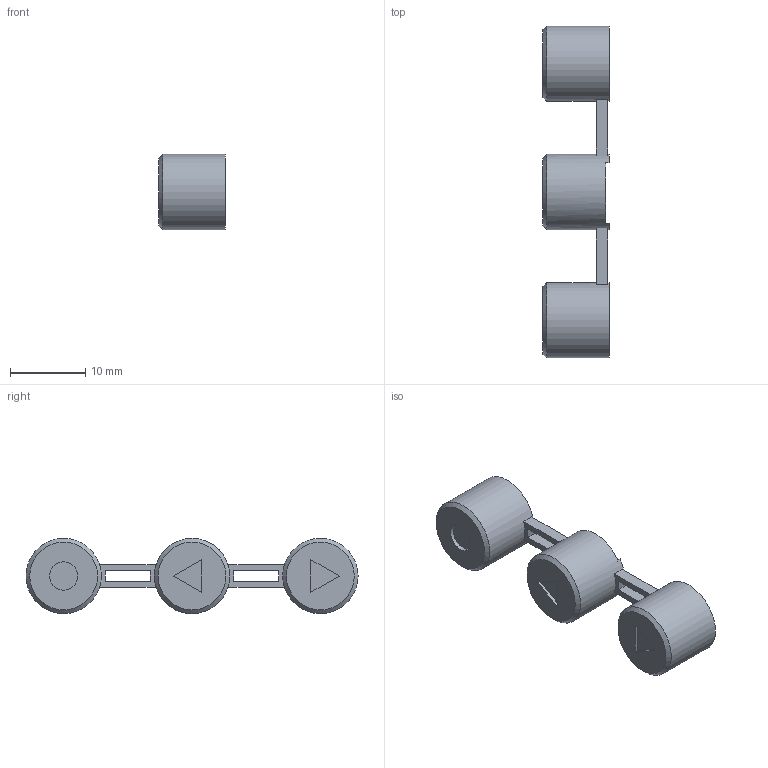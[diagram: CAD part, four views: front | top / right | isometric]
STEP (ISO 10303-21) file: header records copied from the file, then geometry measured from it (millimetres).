
FILE_DESCRIPTION(('HOOPS Exchange Step'),'2;1');
FILE_NAME('temp_export','2024-01-16T21:17:44+09:00',('mobile'),('Shapr3D Limited'),'HOOPS Exchange 2023.2','Shapr3D','Authorized');
FILE_SCHEMA( ('AUTOMOTIVE_DESIGN { 1 0 10303 214 1 1 1 1 }') );
Length unit declared in the file: millimetre
Products named in the file (1): Select-Button
Bounding box: 8.8 x 44.1 x 10 mm (x, y, z)
Volume: 1196.4 mm3; surface area: 2444.4 mm2
Topology: 1 solids, 1 shells, 94 faces, 233 edges, 156 vertices
Faces by surface type: plane 75, cylinder 16, cone 3
Full cylindrical faces by diameter (mm): 3.76 x1, 10 x3
Entity records: 2821 total; most frequent: CARTESIAN_POINT 484, DIRECTION 479, ORIENTED_EDGE 466, EDGE_CURVE 233, VECTOR 177, LINE 177, VERTEX_POINT 156, AXIS2_PLACEMENT_3D 151
